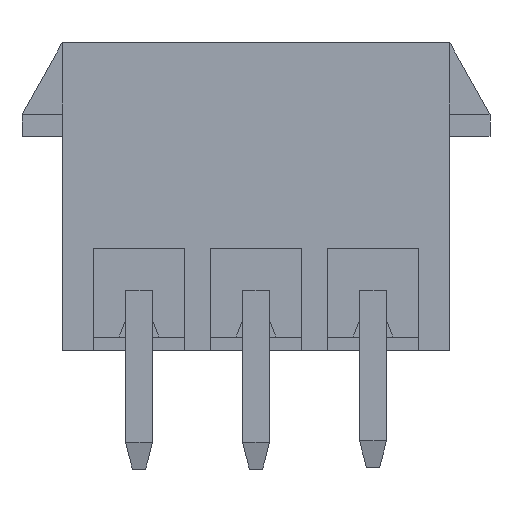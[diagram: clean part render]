
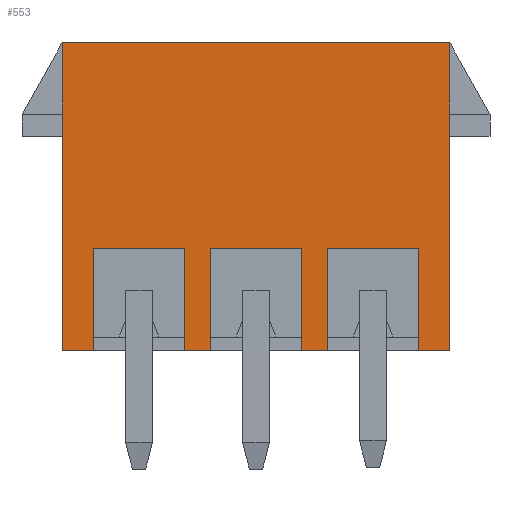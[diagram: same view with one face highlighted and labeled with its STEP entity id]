
A CAD part, front view. The second image highlights one B-rep face of the part: STEP entity #553.
In plain terms, the highlighted planar face has unit normal (0, -1, 0).
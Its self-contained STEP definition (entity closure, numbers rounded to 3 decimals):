
#553 = ADVANCED_FACE( '', ( #1105 ), #1106, .F. );
#1105 = FACE_OUTER_BOUND( '', #1659, .T. );
#1106 = PLANE( '', #1660 );
#1659 = EDGE_LOOP( '', ( #3126, #3127, #3128, #3129, #3130, #3131, #3132, #3133, #3134, #3135, #3136, #3137, #3138, #3139, #3140, #3141 ) );
#1660 = AXIS2_PLACEMENT_3D( '', #3142, #3143, #3144 );
#3126 = ORIENTED_EDGE( '', *, *, #3841, .F. );
#3127 = ORIENTED_EDGE( '', *, *, #4023, .F. );
#3128 = ORIENTED_EDGE( '', *, *, #3822, .F. );
#3129 = ORIENTED_EDGE( '', *, *, #3993, .T. );
#3130 = ORIENTED_EDGE( '', *, *, #3849, .F. );
#3131 = ORIENTED_EDGE( '', *, *, #3913, .F. );
#3132 = ORIENTED_EDGE( '', *, *, #3953, .F. );
#3133 = ORIENTED_EDGE( '', *, *, #4024, .T. );
#3134 = ORIENTED_EDGE( '', *, *, #3846, .F. );
#3135 = ORIENTED_EDGE( '', *, *, #3957, .F. );
#3136 = ORIENTED_EDGE( '', *, *, #4025, .F. );
#3137 = ORIENTED_EDGE( '', *, *, #3817, .T. );
#3138 = ORIENTED_EDGE( '', *, *, #3843, .F. );
#3139 = ORIENTED_EDGE( '', *, *, #4026, .F. );
#3140 = ORIENTED_EDGE( '', *, *, #3751, .T. );
#3141 = ORIENTED_EDGE( '', *, *, #3649, .T. );
#3142 = CARTESIAN_POINT( '', ( 5.8, -3.6, 4.6 ) );
#3143 = DIRECTION( '', ( 0., 1., 0. ) );
#3144 = DIRECTION( '', ( 0., 0., 1. ) );
#3649 = EDGE_CURVE( '', #4475, #4473, #4476, .T. );
#3751 = EDGE_CURVE( '', #4642, #4475, #4643, .T. );
#3817 = EDGE_CURVE( '', #4735, #4736, #4737, .T. );
#3822 = EDGE_CURVE( '', #4743, #4744, #4745, .F. );
#3841 = EDGE_CURVE( '', #4766, #4473, #4768, .T. );
#3843 = EDGE_CURVE( '', #4769, #4736, #4771, .T. );
#3846 = EDGE_CURVE( '', #4774, #4776, #4777, .T. );
#3849 = EDGE_CURVE( '', #4779, #4781, #4782, .T. );
#3913 = EDGE_CURVE( '', #4867, #4779, #4869, .T. );
#3953 = EDGE_CURVE( '', #4914, #4867, #4916, .F. );
#3957 = EDGE_CURVE( '', #4919, #4774, #4921, .T. );
#3993 = EDGE_CURVE( '', #4743, #4781, #4963, .T. );
#4023 = EDGE_CURVE( '', #4744, #4766, #4994, .T. );
#4024 = EDGE_CURVE( '', #4914, #4776, #4995, .T. );
#4025 = EDGE_CURVE( '', #4735, #4919, #4996, .F. );
#4026 = EDGE_CURVE( '', #4642, #4769, #4997, .T. );
#4473 = VERTEX_POINT( '', #5630 );
#4475 = VERTEX_POINT( '', #5633 );
#4476 = LINE( '', #5634, #5635 );
#4642 = VERTEX_POINT( '', #5880 );
#4643 = LINE( '', #5881, #5882 );
#4735 = VERTEX_POINT( '', #6019 );
#4736 = VERTEX_POINT( '', #6020 );
#4737 = LINE( '', #6021, #6022 );
#4743 = VERTEX_POINT( '', #6031 );
#4744 = VERTEX_POINT( '', #6032 );
#4745 = LINE( '', #6033, #6034 );
#4766 = VERTEX_POINT( '', #6066 );
#4768 = LINE( '', #6069, #6070 );
#4769 = VERTEX_POINT( '', #6071 );
#4771 = LINE( '', #6074, #6075 );
#4774 = VERTEX_POINT( '', #6079 );
#4776 = VERTEX_POINT( '', #6082 );
#4777 = LINE( '', #6083, #6084 );
#4779 = VERTEX_POINT( '', #6087 );
#4781 = VERTEX_POINT( '', #6090 );
#4782 = LINE( '', #6091, #6092 );
#4867 = VERTEX_POINT( '', #6216 );
#4869 = LINE( '', #6219, #6220 );
#4914 = VERTEX_POINT( '', #6290 );
#4916 = LINE( '', #6293, #6294 );
#4919 = VERTEX_POINT( '', #6297 );
#4921 = LINE( '', #6300, #6301 );
#4963 = LINE( '', #6364, #6365 );
#4994 = LINE( '', #6412, #6413 );
#4995 = LINE( '', #6414, #6415 );
#4996 = LINE( '', #6416, #6417 );
#4997 = LINE( '', #6418, #6419 );
#5630 = CARTESIAN_POINT( '', ( -5.8, -3.6, -4.6 ) );
#5633 = CARTESIAN_POINT( '', ( -5.8, -3.6, 4.6 ) );
#5634 = CARTESIAN_POINT( '', ( -5.8, -3.6, 4.6 ) );
#5635 = VECTOR( '', #6671, 1000. );
#5880 = CARTESIAN_POINT( '', ( 5.8, -3.6, 4.6 ) );
#5881 = CARTESIAN_POINT( '', ( 5.8, -3.6, 4.6 ) );
#5882 = VECTOR( '', #6775, 1000. );
#6019 = CARTESIAN_POINT( '', ( 4.875, -3.6, -1.55 ) );
#6020 = CARTESIAN_POINT( '', ( 4.875, -3.6, -4.6 ) );
#6021 = CARTESIAN_POINT( '', ( 4.875, -3.6, -1.55 ) );
#6022 = VECTOR( '', #6833, 1000. );
#6031 = CARTESIAN_POINT( '', ( -2.125, -3.6, -1.55 ) );
#6032 = CARTESIAN_POINT( '', ( -4.875, -3.6, -1.55 ) );
#6033 = CARTESIAN_POINT( '', ( -4.875, -3.6, -1.55 ) );
#6034 = VECTOR( '', #6837, 1000. );
#6066 = CARTESIAN_POINT( '', ( -4.875, -3.6, -4.6 ) );
#6069 = CARTESIAN_POINT( '', ( 5.8, -3.6, -4.6 ) );
#6070 = VECTOR( '', #6850, 1000. );
#6071 = CARTESIAN_POINT( '', ( 5.8, -3.6, -4.6 ) );
#6074 = CARTESIAN_POINT( '', ( 5.8, -3.6, -4.6 ) );
#6075 = VECTOR( '', #6852, 1000. );
#6079 = CARTESIAN_POINT( '', ( 2.125, -3.6, -4.6 ) );
#6082 = CARTESIAN_POINT( '', ( 1.375, -3.6, -4.6 ) );
#6083 = CARTESIAN_POINT( '', ( 5.8, -3.6, -4.6 ) );
#6084 = VECTOR( '', #6855, 1000. );
#6087 = CARTESIAN_POINT( '', ( -1.375, -3.6, -4.6 ) );
#6090 = CARTESIAN_POINT( '', ( -2.125, -3.6, -4.6 ) );
#6091 = CARTESIAN_POINT( '', ( 5.8, -3.6, -4.6 ) );
#6092 = VECTOR( '', #6858, 1000. );
#6216 = CARTESIAN_POINT( '', ( -1.375, -3.6, -1.55 ) );
#6219 = CARTESIAN_POINT( '', ( -1.375, -3.6, -1.55 ) );
#6220 = VECTOR( '', #6902, 1000. );
#6290 = CARTESIAN_POINT( '', ( 1.375, -3.6, -1.55 ) );
#6293 = CARTESIAN_POINT( '', ( -1.375, -3.6, -1.55 ) );
#6294 = VECTOR( '', #6932, 1000. );
#6297 = CARTESIAN_POINT( '', ( 2.125, -3.6, -1.55 ) );
#6300 = CARTESIAN_POINT( '', ( 2.125, -3.6, -1.55 ) );
#6301 = VECTOR( '', #6934, 1000. );
#6364 = CARTESIAN_POINT( '', ( -2.125, -3.6, -1.55 ) );
#6365 = VECTOR( '', #6956, 1000. );
#6412 = CARTESIAN_POINT( '', ( -4.875, -3.6, -1.55 ) );
#6413 = VECTOR( '', #6973, 1000. );
#6414 = CARTESIAN_POINT( '', ( 1.375, -3.6, -1.55 ) );
#6415 = VECTOR( '', #6974, 1000. );
#6416 = CARTESIAN_POINT( '', ( 2.125, -3.6, -1.55 ) );
#6417 = VECTOR( '', #6975, 1000. );
#6418 = CARTESIAN_POINT( '', ( 5.8, -3.6, 4.6 ) );
#6419 = VECTOR( '', #6976, 1000. );
#6671 = DIRECTION( '', ( 0., 0., -1. ) );
#6775 = DIRECTION( '', ( -1., 0., 0. ) );
#6833 = DIRECTION( '', ( 0., 0., -1. ) );
#6837 = DIRECTION( '', ( 1., 0., 0. ) );
#6850 = DIRECTION( '', ( -1., 0., 0. ) );
#6852 = DIRECTION( '', ( -1., 0., 0. ) );
#6855 = DIRECTION( '', ( -1., 0., 0. ) );
#6858 = DIRECTION( '', ( -1., 0., 0. ) );
#6902 = DIRECTION( '', ( 0., 0., -1. ) );
#6932 = DIRECTION( '', ( 1., 0., 0. ) );
#6934 = DIRECTION( '', ( 0., 0., -1. ) );
#6956 = DIRECTION( '', ( 0., 0., -1. ) );
#6973 = DIRECTION( '', ( 0., 0., -1. ) );
#6974 = DIRECTION( '', ( 0., 0., -1. ) );
#6975 = DIRECTION( '', ( 1., 0., 0. ) );
#6976 = DIRECTION( '', ( 0., 0., -1. ) );
